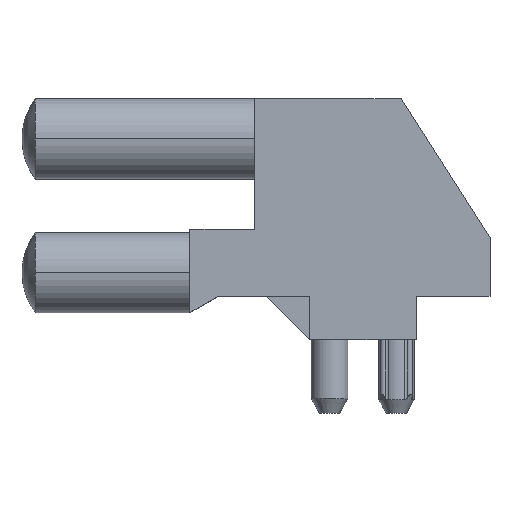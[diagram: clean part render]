
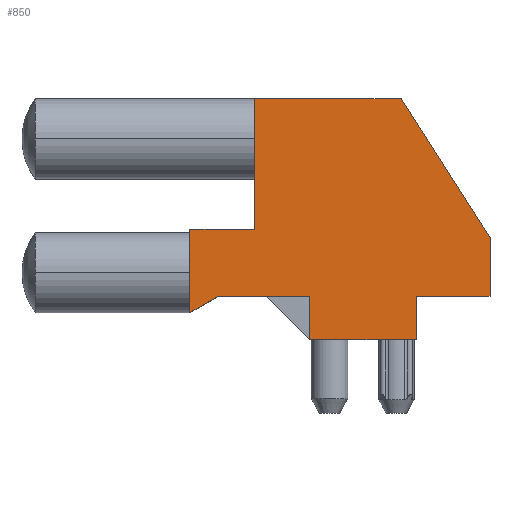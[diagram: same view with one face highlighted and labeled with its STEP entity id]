
A CAD part, top view. The second image highlights one B-rep face of the part: STEP entity #850.
In plain terms, the highlighted planar face has unit normal (0, 0, 1).
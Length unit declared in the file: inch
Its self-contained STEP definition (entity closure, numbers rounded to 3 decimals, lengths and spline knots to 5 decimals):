
#1=DIRECTION('',(-0.539,0.843,0.));
#2=VECTOR('',#1,0.24696);
#3=CARTESIAN_POINT('',(0.352,0.15192,0.06));
#4=LINE('',#3,#2);
#5=DIRECTION('',(0.,1.,0.));
#6=VECTOR('',#5,0.08692);
#7=CARTESIAN_POINT('',(0.352,0.065,0.06));
#8=LINE('',#7,#6);
#9=DIRECTION('',(1.,0.,0.));
#10=VECTOR('',#9,0.11);
#11=CARTESIAN_POINT('',(0.242,0.065,0.06));
#12=LINE('',#11,#10);
#13=DIRECTION('',(0.,1.,0.));
#14=VECTOR('',#13,0.065);
#15=CARTESIAN_POINT('',(0.242,0.,0.06));
#16=LINE('',#15,#14);
#17=DIRECTION('',(1.,0.,0.));
#18=VECTOR('',#17,0.16);
#19=CARTESIAN_POINT('',(0.082,0.,0.06));
#20=LINE('',#19,#18);
#21=DIRECTION('',(0.,-1.,0.));
#22=VECTOR('',#21,0.065);
#23=CARTESIAN_POINT('',(0.082,0.065,0.06));
#24=LINE('',#23,#22);
#25=DIRECTION('',(1.,0.,0.));
#26=VECTOR('',#25,0.1357);
#27=CARTESIAN_POINT('',(-0.0537,0.065,0.06));
#28=LINE('',#27,#26);
#29=DIRECTION('',(0.866,0.5,0.));
#30=VECTOR('',#29,0.05);
#31=CARTESIAN_POINT('',(-0.097,0.04,0.06));
#32=LINE('',#31,#30);
#33=DIRECTION('',(0.,-1.,0.));
#34=VECTOR('',#33,0.06);
#35=CARTESIAN_POINT('',(-0.097,0.1,0.06));
#36=LINE('',#35,#34);
#37=DIRECTION('',(0.,-1.,0.));
#38=VECTOR('',#37,0.065);
#39=CARTESIAN_POINT('',(-0.097,0.165,0.06));
#40=LINE('',#39,#38);
#41=DIRECTION('',(-1.,0.,0.));
#42=VECTOR('',#41,0.097);
#43=CARTESIAN_POINT('',(0.,0.165,0.06));
#44=LINE('',#43,#42);
#45=DIRECTION('',(0.,-1.,0.));
#46=VECTOR('',#45,0.135);
#47=CARTESIAN_POINT('',(0.,0.3,0.06));
#48=LINE('',#47,#46);
#49=DIRECTION('',(0.,-1.,0.));
#50=VECTOR('',#49,0.06);
#51=CARTESIAN_POINT('',(0.,0.36,0.06));
#52=LINE('',#51,#50);
#53=DIRECTION('',(-1.,0.,0.));
#54=VECTOR('',#53,0.21899);
#55=CARTESIAN_POINT('',(0.21899,0.36,0.06));
#56=LINE('',#55,#54);
#653=CARTESIAN_POINT('',(0.352,0.065,0.06));
#654=CARTESIAN_POINT('',(0.352,0.15192,0.06));
#655=VERTEX_POINT('',#653);
#656=VERTEX_POINT('',#654);
#657=CARTESIAN_POINT('',(0.242,0.065,0.06));
#658=VERTEX_POINT('',#657);
#659=CARTESIAN_POINT('',(0.242,0.,0.06));
#660=VERTEX_POINT('',#659);
#661=CARTESIAN_POINT('',(0.082,0.,0.06));
#662=VERTEX_POINT('',#661);
#663=CARTESIAN_POINT('',(-0.0537,0.065,0.06));
#664=CARTESIAN_POINT('',(0.082,0.065,0.06));
#665=VERTEX_POINT('',#663);
#666=VERTEX_POINT('',#664);
#667=CARTESIAN_POINT('',(-0.097,0.04,0.06));
#668=VERTEX_POINT('',#667);
#669=CARTESIAN_POINT('',(-0.097,0.1,0.06));
#670=VERTEX_POINT('',#669);
#671=CARTESIAN_POINT('',(-0.097,0.165,0.06));
#672=VERTEX_POINT('',#671);
#673=CARTESIAN_POINT('',(0.,0.3,0.06));
#674=CARTESIAN_POINT('',(0.,0.165,0.06));
#675=VERTEX_POINT('',#673);
#676=VERTEX_POINT('',#674);
#677=CARTESIAN_POINT('',(0.,0.36,0.06));
#678=VERTEX_POINT('',#677);
#679=CARTESIAN_POINT('',(0.21899,0.36,0.06));
#680=VERTEX_POINT('',#679);
#815=CARTESIAN_POINT('',(0.1275,0.18,0.06));
#816=DIRECTION('',(0.,0.,1.));
#817=DIRECTION('',(1.,0.,0.));
#818=AXIS2_PLACEMENT_3D('',#815,#816,#817);
#819=PLANE('',#818);
#821=ORIENTED_EDGE('',*,*,#820,.F.);
#823=ORIENTED_EDGE('',*,*,#822,.F.);
#825=ORIENTED_EDGE('',*,*,#824,.F.);
#827=ORIENTED_EDGE('',*,*,#826,.F.);
#829=ORIENTED_EDGE('',*,*,#828,.F.);
#831=ORIENTED_EDGE('',*,*,#830,.F.);
#833=ORIENTED_EDGE('',*,*,#832,.F.);
#835=ORIENTED_EDGE('',*,*,#834,.F.);
#837=ORIENTED_EDGE('',*,*,#836,.F.);
#839=ORIENTED_EDGE('',*,*,#838,.F.);
#841=ORIENTED_EDGE('',*,*,#840,.F.);
#843=ORIENTED_EDGE('',*,*,#842,.F.);
#845=ORIENTED_EDGE('',*,*,#844,.F.);
#847=ORIENTED_EDGE('',*,*,#846,.F.);
#848=EDGE_LOOP('',(#821,#823,#825,#827,#829,#831,#833,#835,#837,#839,#841,#843,
#845,#847));
#849=FACE_OUTER_BOUND('',#848,.F.);
#850=ADVANCED_FACE('',(#849),#819,.T.);
#820=EDGE_CURVE('',#656,#680,#4,.T.);
#822=EDGE_CURVE('',#655,#656,#8,.T.);
#824=EDGE_CURVE('',#658,#655,#12,.T.);
#826=EDGE_CURVE('',#660,#658,#16,.T.);
#828=EDGE_CURVE('',#662,#660,#20,.T.);
#830=EDGE_CURVE('',#666,#662,#24,.T.);
#832=EDGE_CURVE('',#665,#666,#28,.T.);
#834=EDGE_CURVE('',#668,#665,#32,.T.);
#836=EDGE_CURVE('',#670,#668,#36,.T.);
#838=EDGE_CURVE('',#672,#670,#40,.T.);
#840=EDGE_CURVE('',#676,#672,#44,.T.);
#842=EDGE_CURVE('',#675,#676,#48,.T.);
#844=EDGE_CURVE('',#678,#675,#52,.T.);
#846=EDGE_CURVE('',#680,#678,#56,.T.);
